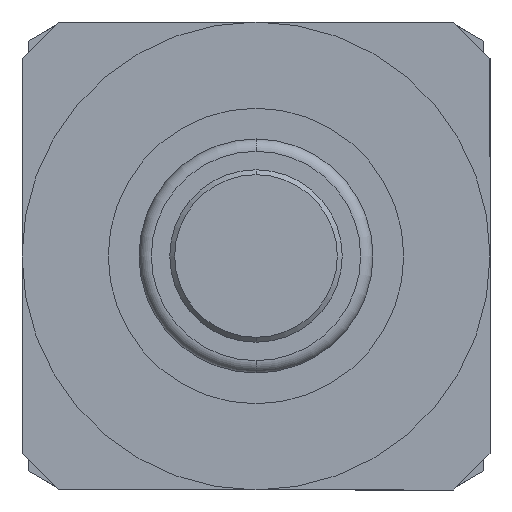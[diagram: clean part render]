
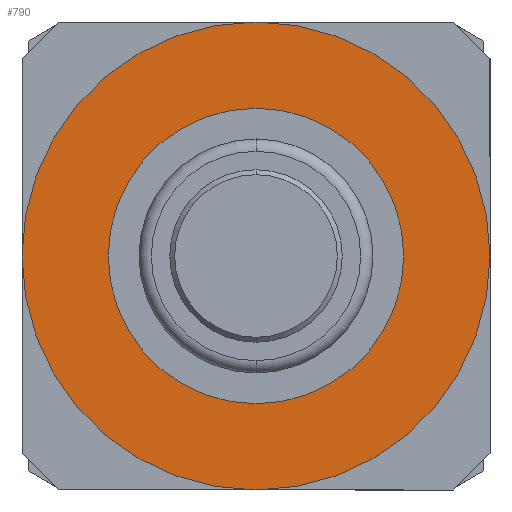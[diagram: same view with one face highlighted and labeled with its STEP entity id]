
A CAD part, front view. The second image highlights one B-rep face of the part: STEP entity #790.
In plain terms, the highlighted planar face has unit normal (0, -1, 0).
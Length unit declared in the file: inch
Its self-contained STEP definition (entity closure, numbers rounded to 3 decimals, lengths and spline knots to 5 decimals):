
#378 = VERTEX_POINT ( 'NONE', #1646 ) ;
#380 = EDGE_CURVE ( 'NONE', #381, #378, #1645, .T. ) ;
#381 = VERTEX_POINT ( 'NONE', #1640 ) ;
#444 = VERTEX_POINT ( 'NONE', #1761 ) ;
#446 = EDGE_CURVE ( 'NONE', #444, #447, #1760, .T. ) ;
#447 = VERTEX_POINT ( 'NONE', #1755 ) ;
#779 = EDGE_CURVE ( 'NONE', #447, #444, #2340, .T. ) ;
#780 = ORIENTED_EDGE ( 'NONE', *, *, #446, .T. ) ;
#781 = EDGE_LOOP ( 'NONE', ( #782, #783 ) ) ;
#782 = ORIENTED_EDGE ( 'NONE', *, *, #380, .T. ) ;
#783 = ORIENTED_EDGE ( 'NONE', *, *, #784, .T. ) ;
#784 = EDGE_CURVE ( 'NONE', #378, #381, #2335, .T. ) ;
#787 = EDGE_LOOP ( 'NONE', ( #791, #780 ) ) ;
#790 = ADVANCED_FACE ( 'NONE', ( #2320, #2381 ), #2380, .F. ) ;
#791 = ORIENTED_EDGE ( 'NONE', *, *, #779, .T. ) ;
#1640 = CARTESIAN_POINT ( 'NONE',  ( 0., 11.5, -2.375 ) ) ;
#1641 = DIRECTION ( 'NONE',  ( 0., 0., -1. ) ) ;
#1642 = DIRECTION ( 'NONE',  ( 0., -1., 0. ) ) ;
#1643 = CARTESIAN_POINT ( 'NONE',  ( 0., 11.5, 0. ) ) ;
#1644 = AXIS2_PLACEMENT_3D ( 'NONE', #1643, #1642, #1641 ) ;
#1645 = CIRCLE ( 'NONE', #1644, 2.375 ) ;
#1646 = CARTESIAN_POINT ( 'NONE',  ( 0., 11.5, 2.375 ) ) ;
#1755 = CARTESIAN_POINT ( 'NONE',  ( 0., 11.5, -1.5 ) ) ;
#1756 = DIRECTION ( 'NONE',  ( 0., 0., 1. ) ) ;
#1757 = DIRECTION ( 'NONE',  ( 0., 1., 0. ) ) ;
#1758 = CARTESIAN_POINT ( 'NONE',  ( 0., 11.5, 0. ) ) ;
#1759 = AXIS2_PLACEMENT_3D ( 'NONE', #1758, #1757, #1756 ) ;
#1760 = CIRCLE ( 'NONE', #1759, 1.5 ) ;
#1761 = CARTESIAN_POINT ( 'NONE',  ( 0., 11.5, 1.5 ) ) ;
#2320 = FACE_BOUND ( 'NONE', #787, .T. ) ;
#2331 = DIRECTION ( 'NONE',  ( 0., 0., -1. ) ) ;
#2332 = DIRECTION ( 'NONE',  ( 0., -1., 0. ) ) ;
#2333 = CARTESIAN_POINT ( 'NONE',  ( 0., 11.5, 0. ) ) ;
#2334 = AXIS2_PLACEMENT_3D ( 'NONE', #2333, #2332, #2331 ) ;
#2335 = CIRCLE ( 'NONE', #2334, 2.375 ) ;
#2336 = DIRECTION ( 'NONE',  ( 0., 0., 1. ) ) ;
#2337 = DIRECTION ( 'NONE',  ( 0., 1., 0. ) ) ;
#2338 = CARTESIAN_POINT ( 'NONE',  ( 0., 11.5, 0. ) ) ;
#2339 = AXIS2_PLACEMENT_3D ( 'NONE', #2338, #2337, #2336 ) ;
#2340 = CIRCLE ( 'NONE', #2339, 1.5 ) ;
#2376 = DIRECTION ( 'NONE',  ( 0., 0., 1. ) ) ;
#2377 = DIRECTION ( 'NONE',  ( 0., 1., 0. ) ) ;
#2378 = CARTESIAN_POINT ( 'NONE',  ( -2.375, 11.5, -2.375 ) ) ;
#2379 = AXIS2_PLACEMENT_3D ( 'NONE', #2378, #2377, #2376 ) ;
#2380 = PLANE ( 'NONE',  #2379 ) ;
#2381 = FACE_OUTER_BOUND ( 'NONE', #781, .T. ) ;
